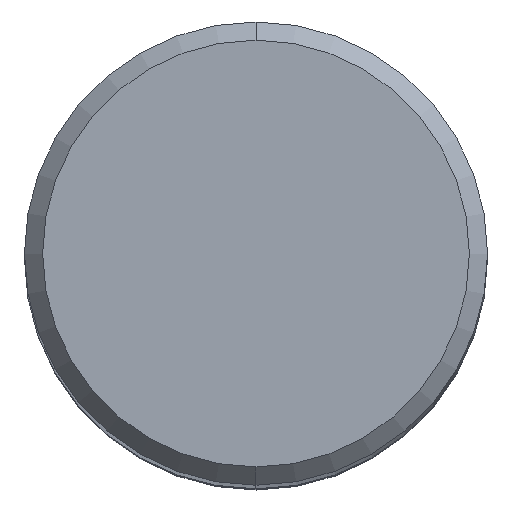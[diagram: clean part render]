
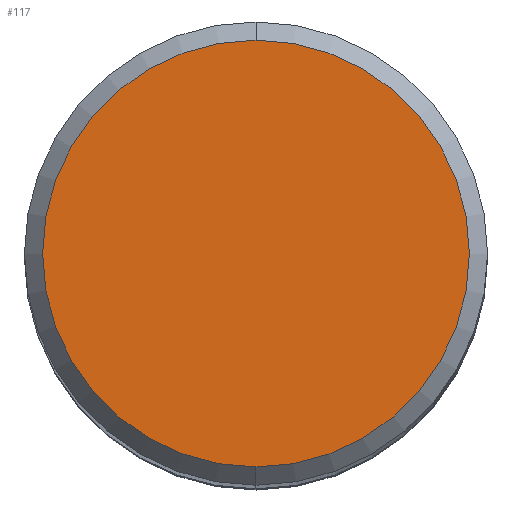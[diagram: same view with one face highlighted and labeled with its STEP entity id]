
A CAD part, top view. The second image highlights one B-rep face of the part: STEP entity #117.
In plain terms, the highlighted planar face has unit normal (0, 0, 1).
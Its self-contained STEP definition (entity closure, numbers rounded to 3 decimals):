
#52=PLANE('',#1021);
#117=ADVANCED_FACE('',(#188),#52,.F.);
#188=FACE_OUTER_BOUND('',#242,.T.);
#242=EDGE_LOOP('',(#408,#409));
#408=ORIENTED_EDGE('',*,*,#609,.T.);
#409=ORIENTED_EDGE('',*,*,#611,.T.);
#516=VERTEX_POINT('',#1560);
#517=VERTEX_POINT('',#1562);
#609=EDGE_CURVE('',#517,#516,#705,.T.);
#611=EDGE_CURVE('',#516,#517,#706,.T.);
#705=CIRCLE('',#1017,11.7);
#706=CIRCLE('',#1019,11.7);
#1017=AXIS2_PLACEMENT_3D('',#1561,#1293,#1294);
#1019=AXIS2_PLACEMENT_3D('',#1565,#1298,#1299);
#1021=AXIS2_PLACEMENT_3D('',#1567,#1302,#1303);
#1293=DIRECTION('',(0.,0.,1.));
#1294=DIRECTION('',(0.,1.,0.));
#1298=DIRECTION('',(0.,0.,1.));
#1299=DIRECTION('',(0.,-1.,0.));
#1302=DIRECTION('',(0.,0.,-1.));
#1303=DIRECTION('',(0.,1.,0.));
#1560=CARTESIAN_POINT('',(0.,-11.7,0.));
#1561=CARTESIAN_POINT('',(0.,0.,0.));
#1562=CARTESIAN_POINT('',(0.,11.7,0.));
#1565=CARTESIAN_POINT('',(0.,0.,0.));
#1567=CARTESIAN_POINT('',(0.,0.,0.));
